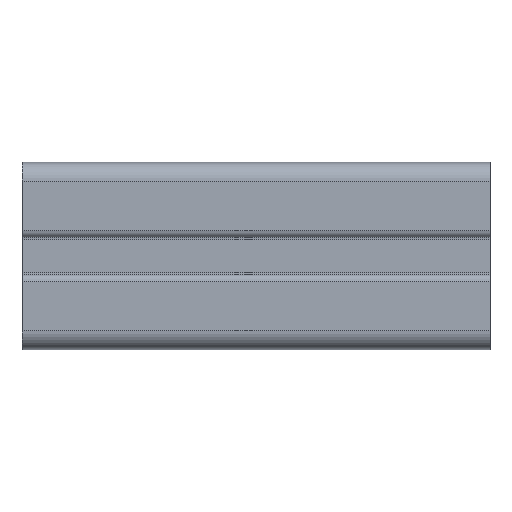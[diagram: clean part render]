
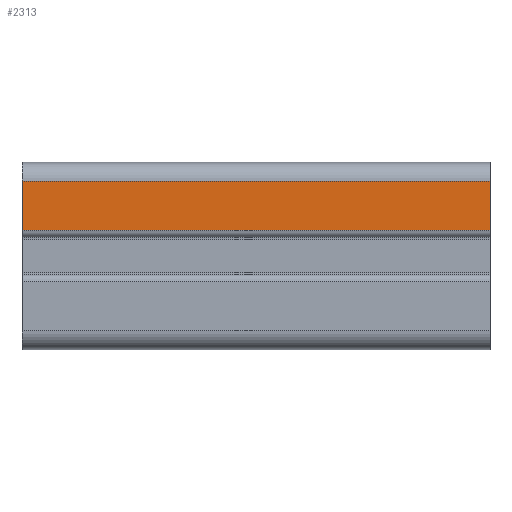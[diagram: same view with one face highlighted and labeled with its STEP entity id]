
A CAD part, front view. The second image highlights one B-rep face of the part: STEP entity #2313.
In plain terms, the highlighted planar face has unit normal (0, -1, 0).
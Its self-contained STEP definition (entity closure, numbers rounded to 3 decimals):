
#13 = CARTESIAN_POINT ( 'NONE',  ( 59.184, 34.898, 5.5 ) ) ;
#87 = VERTEX_POINT ( 'NONE', #4213 ) ;
#111 = ORIENTED_EDGE ( 'NONE', *, *, #1315, .T. ) ;
#150 = ORIENTED_EDGE ( 'NONE', *, *, #2179, .F. ) ;
#166 = VECTOR ( 'NONE', #3007, 1000. ) ;
#227 = CARTESIAN_POINT ( 'NONE',  ( 59.184, 34.898, 5.5 ) ) ;
#321 = LINE ( 'NONE', #1672, #959 ) ;
#605 = VERTEX_POINT ( 'NONE', #1326 ) ;
#654 = DIRECTION ( 'NONE',  ( -1., 0., 0. ) ) ;
#756 = LINE ( 'NONE', #4583, #166 ) ;
#786 = EDGE_LOOP ( 'NONE', ( #111, #4673, #150, #1490 ) ) ;
#851 = CARTESIAN_POINT ( 'NONE',  ( -40.816, 34.898, 16. ) ) ;
#946 = VECTOR ( 'NONE', #654, 1000. ) ;
#949 = DIRECTION ( 'NONE',  ( 0., 0., -1. ) ) ;
#953 = VERTEX_POINT ( 'NONE', #13 ) ;
#959 = VECTOR ( 'NONE', #2942, 1000. ) ;
#1004 = FACE_OUTER_BOUND ( 'NONE', #786, .T. ) ;
#1087 = VECTOR ( 'NONE', #949, 1000. ) ;
#1091 = LINE ( 'NONE', #227, #946 ) ;
#1117 = PLANE ( 'NONE',  #4743 ) ;
#1315 = EDGE_CURVE ( 'NONE', #3249, #87, #2174, .T. ) ;
#1326 = CARTESIAN_POINT ( 'NONE',  ( 59.184, 34.898, 16. ) ) ;
#1490 = ORIENTED_EDGE ( 'NONE', *, *, #5004, .T. ) ;
#1520 = DIRECTION ( 'NONE',  ( 0., 1., 0. ) ) ;
#1672 = CARTESIAN_POINT ( 'NONE',  ( 59.184, 34.898, 16. ) ) ;
#2174 = LINE ( 'NONE', #5020, #1087 ) ;
#2179 = EDGE_CURVE ( 'NONE', #605, #953, #756, .T. ) ;
#2288 = CARTESIAN_POINT ( 'NONE',  ( 59.184, 34.898, 16. ) ) ;
#2313 = ADVANCED_FACE ( 'NONE', ( #1004 ), #1117, .F. ) ;
#2342 = DIRECTION ( 'NONE',  ( 0., 0., 1. ) ) ;
#2942 = DIRECTION ( 'NONE',  ( -1., 0., 0. ) ) ;
#3007 = DIRECTION ( 'NONE',  ( 0., 0., -1. ) ) ;
#3249 = VERTEX_POINT ( 'NONE', #851 ) ;
#4213 = CARTESIAN_POINT ( 'NONE',  ( -40.816, 34.898, 5.5 ) ) ;
#4583 = CARTESIAN_POINT ( 'NONE',  ( 59.184, 34.898, 16. ) ) ;
#4673 = ORIENTED_EDGE ( 'NONE', *, *, #5266, .F. ) ;
#4743 = AXIS2_PLACEMENT_3D ( 'NONE', #2288, #1520, #2342 ) ;
#5004 = EDGE_CURVE ( 'NONE', #605, #3249, #321, .T. ) ;
#5020 = CARTESIAN_POINT ( 'NONE',  ( -40.816, 34.898, 16. ) ) ;
#5266 = EDGE_CURVE ( 'NONE', #953, #87, #1091, .T. ) ;
